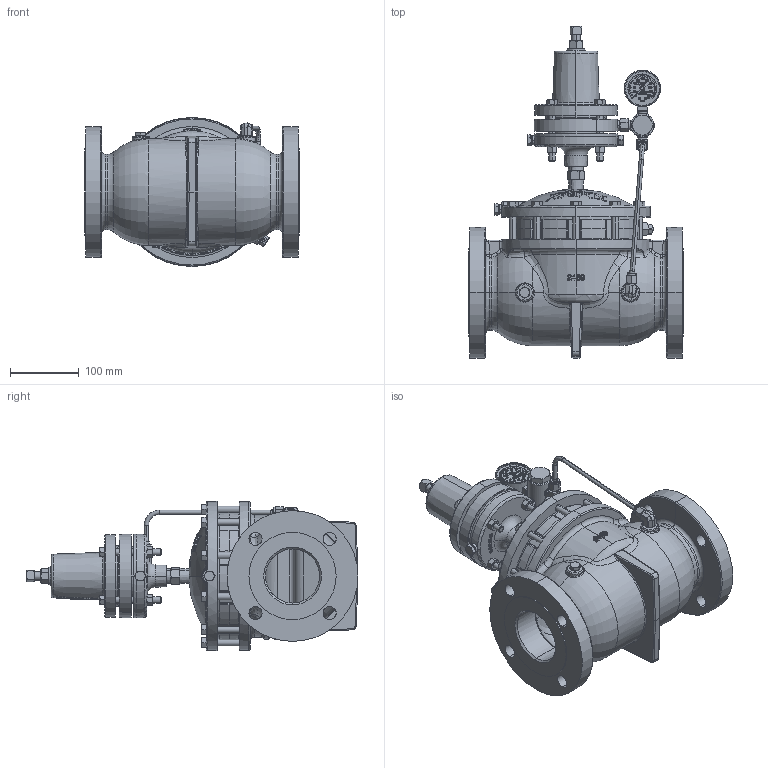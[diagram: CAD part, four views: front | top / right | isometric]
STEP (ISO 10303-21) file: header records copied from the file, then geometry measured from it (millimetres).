
FILE_DESCRIPTION (( 'STEP AP203' ), '1' );
FILE_NAME ('3 INCH 327 FGT BP-S (AGC).STEP', '2015-04-17T16:51:28', ( 'PCTech' ), ( 'Microsoft' ), 'SwSTEP 2.0', 'SolidWorks 2015', '' );
FILE_SCHEMA (( 'CONFIG_CONTROL_DESIGN' ));
Length unit declared in the file: inch
Products named in the file (1): 3 INCH 327 FGT BP-S (AGC)
Bounding box: 312.72 x 483.23 x 217.01 mm (x, y, z)
Volume: 6420304.8 mm3; surface area: 682609.3 mm2
Topology: 1 solids, 2 shells, 4171 faces, 10768 edges, 6870 vertices
Faces by surface type: plane 1949, bspline 975, cylinder 675, cone 378, torus 141, sphere 53
Entity records: 183927 total; most frequent: CARTESIAN_POINT 90325, ORIENTED_EDGE 21408, DIRECTION 16349, EDGE_CURVE 10704, VERTEX_POINT 6870, AXIS2_PLACEMENT_3D 5739, LINE 4871, VECTOR 4871
